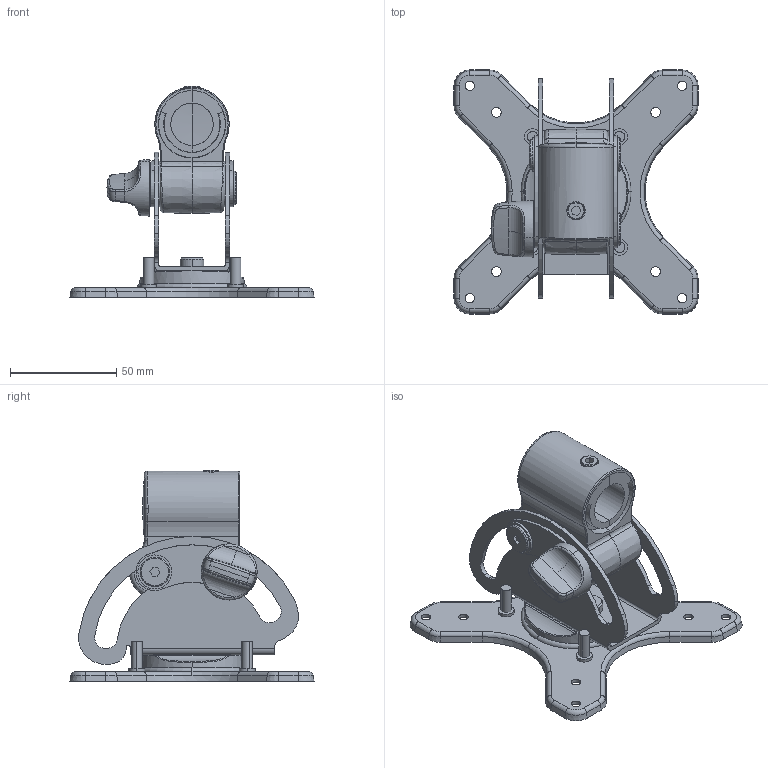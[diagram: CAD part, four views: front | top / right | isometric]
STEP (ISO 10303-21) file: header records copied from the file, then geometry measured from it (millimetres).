
FILE_DESCRIPTION (( 'STEP AP214' ), '1' );
FILE_NAME ('AWM-LTH_E06_20210118.STEP', '2021-01-17T21:23:55', ( '' ), ( '' ), 'SwSTEP 2.0', 'SolidWorks 2018', '' );
FILE_SCHEMA (( 'AUTOMOTIVE_DESIGN' ));
Length unit declared in the file: millimetre
Products named in the file (4): AWM-LTH_E06_20210118; AWM-LTH_Body; AWM-LTH_Tilt_E06; AWM-LTH_Vesa_E06
Assembly tree (3 placements, depth 2):
  AWM-LTH_E06_20210118
    AWM-LTH_Body
    AWM-LTH_Tilt_E06
    AWM-LTH_Vesa_E06
Bounding box: 115 x 115 x 99.41 mm (x, y, z)
Volume: 137086.8 mm3; surface area: 73401.4 mm2
Topology: 15 solids, 20 shells, 776 faces, 1799 edges, 1102 vertices
Faces by surface type: cylinder 239, plane 225, cone 128, torus 88, bspline 76, sphere 20
Entity records: 33260 total; most frequent: CARTESIAN_POINT 9621, DIRECTION 3826, ORIENTED_EDGE 3598, EDGE_CURVE 1799, AXIS2_PLACEMENT_3D 1566, VERTEX_POINT 1102, EDGE_LOOP 863, CIRCLE 860
